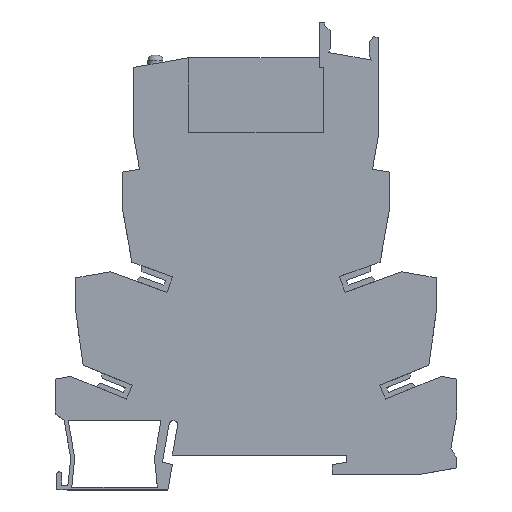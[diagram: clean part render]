
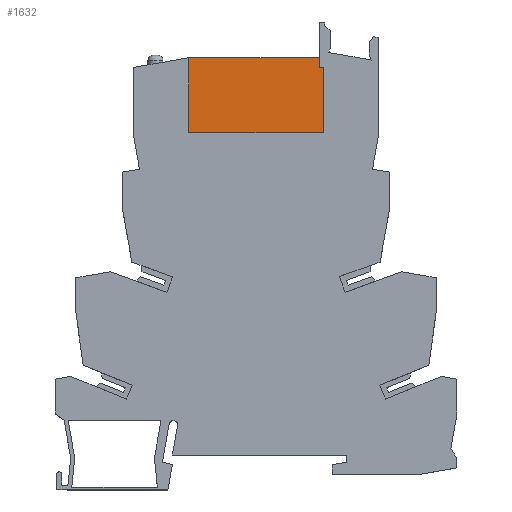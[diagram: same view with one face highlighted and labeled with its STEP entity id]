
A CAD part, top view. The second image highlights one B-rep face of the part: STEP entity #1632.
In plain terms, the highlighted planar face has unit normal (0, 0, 1).
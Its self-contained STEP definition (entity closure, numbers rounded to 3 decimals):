
#73 = DIRECTION ( 'NONE',  ( -1., 0., 0. ) ) ;
#75 = DIRECTION ( 'NONE',  ( 0., 0., -1. ) ) ;
#80 = PLANE ( 'NONE',  #5443 ) ;
#83 = CARTESIAN_POINT ( 'NONE',  ( 0., 0., 5.85 ) ) ;
#239 = CARTESIAN_POINT ( 'NONE',  ( 52.934, -1.94, 5.85 ) ) ;
#263 = DIRECTION ( 'NONE',  ( 1., 0., 0. ) ) ;
#268 = EDGE_CURVE ( 'NONE', #4079, #1963, #4685, .T. ) ;
#280 = ORIENTED_EDGE ( 'NONE', *, *, #5041, .T. ) ;
#304 = DIRECTION ( 'NONE',  ( 1., 0., 0. ) ) ;
#361 = CARTESIAN_POINT ( 'NONE',  ( 53.75, -15., 5.85 ) ) ;
#363 = ORIENTED_EDGE ( 'NONE', *, *, #3970, .T. ) ;
#456 = CARTESIAN_POINT ( 'NONE',  ( 53.75, -15., 5.85 ) ) ;
#570 = LINE ( 'NONE', #2234, #2969 ) ;
#598 = DIRECTION ( 'NONE',  ( -1., 0., 0. ) ) ;
#631 = VECTOR ( 'NONE', #4032, 1000. ) ;
#837 = VERTEX_POINT ( 'NONE', #2437 ) ;
#986 = VECTOR ( 'NONE', #304, 1000. ) ;
#1433 = VECTOR ( 'NONE', #1993, 1000. ) ;
#1448 = LINE ( 'NONE', #2013, #1433 ) ;
#1577 = EDGE_CURVE ( 'NONE', #837, #3235, #5306, .T. ) ;
#1632 = ADVANCED_FACE ( 'NONE', ( #3586 ), #80, .F. ) ;
#1718 = EDGE_CURVE ( 'NONE', #5505, #837, #5518, .T. ) ;
#1783 = EDGE_LOOP ( 'NONE', ( #2939, #5175, #280, #5209, #1984, #363 ) ) ;
#1913 = CARTESIAN_POINT ( 'NONE',  ( 26.75, 0., 5.85 ) ) ;
#1963 = VERTEX_POINT ( 'NONE', #5153 ) ;
#1984 = ORIENTED_EDGE ( 'NONE', *, *, #5353, .T. ) ;
#1993 = DIRECTION ( 'NONE',  ( 0., 1., 0. ) ) ;
#2013 = CARTESIAN_POINT ( 'NONE',  ( 53.75, 0., 5.85 ) ) ;
#2234 = CARTESIAN_POINT ( 'NONE',  ( 26.75, 0., 5.85 ) ) ;
#2437 = CARTESIAN_POINT ( 'NONE',  ( 52.934, -1.94, 5.85 ) ) ;
#2731 = VECTOR ( 'NONE', #263, 1000. ) ;
#2939 = ORIENTED_EDGE ( 'NONE', *, *, #1577, .F. ) ;
#2969 = VECTOR ( 'NONE', #598, 1000. ) ;
#3235 = VERTEX_POINT ( 'NONE', #3702 ) ;
#3586 = FACE_OUTER_BOUND ( 'NONE', #1783, .T. ) ;
#3702 = CARTESIAN_POINT ( 'NONE',  ( 53.75, -1.94, 5.85 ) ) ;
#3970 = EDGE_CURVE ( 'NONE', #4673, #3235, #1448, .T. ) ;
#3988 = DIRECTION ( 'NONE',  ( 0., -1., 0. ) ) ;
#4011 = CARTESIAN_POINT ( 'NONE',  ( 26.75, 0., 5.85 ) ) ;
#4032 = DIRECTION ( 'NONE',  ( 0., -1., 0. ) ) ;
#4079 = VERTEX_POINT ( 'NONE', #1913 ) ;
#4175 = LINE ( 'NONE', #361, #986 ) ;
#4673 = VERTEX_POINT ( 'NONE', #456 ) ;
#4685 = LINE ( 'NONE', #4011, #631 ) ;
#4749 = CARTESIAN_POINT ( 'NONE',  ( 52.934, 0.152, 5.85 ) ) ;
#5041 = EDGE_CURVE ( 'NONE', #5505, #4079, #570, .T. ) ;
#5082 = CARTESIAN_POINT ( 'NONE',  ( 52.934, 0., 5.85 ) ) ;
#5153 = CARTESIAN_POINT ( 'NONE',  ( 26.75, -15., 5.85 ) ) ;
#5175 = ORIENTED_EDGE ( 'NONE', *, *, #1718, .F. ) ;
#5209 = ORIENTED_EDGE ( 'NONE', *, *, #268, .T. ) ;
#5306 = LINE ( 'NONE', #239, #2731 ) ;
#5353 = EDGE_CURVE ( 'NONE', #1963, #4673, #4175, .T. ) ;
#5443 = AXIS2_PLACEMENT_3D ( 'NONE', #83, #75, #73 ) ;
#5460 = VECTOR ( 'NONE', #3988, 1000. ) ;
#5505 = VERTEX_POINT ( 'NONE', #5082 ) ;
#5518 = LINE ( 'NONE', #4749, #5460 ) ;
